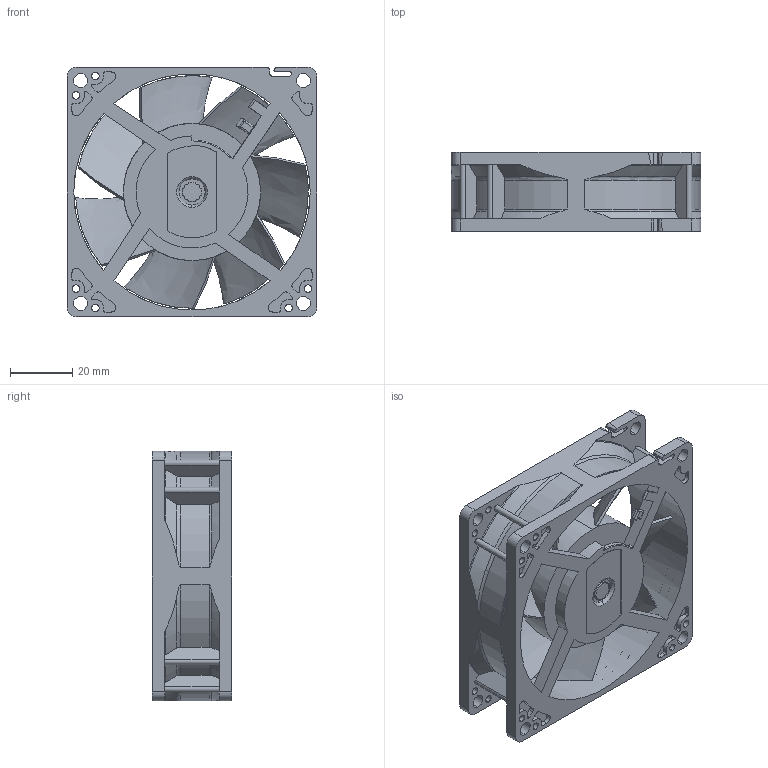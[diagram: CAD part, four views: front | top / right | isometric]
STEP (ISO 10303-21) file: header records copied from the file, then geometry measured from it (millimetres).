
FILE_DESCRIPTION((''),'2;1');
FILE_NAME('AUB0812H-E_ASM','2022-02-25T13:57:22',('CHENGXUAN.YU'),(''),'CREO PARAMETRIC BY PTC INC, 2018400','CREO PARAMETRIC BY PTC INC, 2018400','');
FILE_SCHEMA(('CONFIG_CONTROL_DESIGN'));
Length unit declared in the file: millimetre
Products named in the file (4): 410205920000-REV03_2; IMP_2; ASM0011_ASM_1_ASM; AUB0812H-E_ASM
Assembly tree (3 placements, depth 3):
  AUB0812H-E_ASM
    ASM0011_ASM_1_ASM
      410205920000-REV03_2
      IMP_2
Bounding box: 80 x 25.41 x 80 mm (x, y, z)
Volume: 63084.9 mm3; surface area: 41651.6 mm2
Topology: 2 solids, 7 shells, 479 faces, 1349 edges, 892 vertices
Faces by surface type: cylinder 178, plane 116, bspline 70, torus 54, cone 50, extrusion 11
Entity records: 20873 total; most frequent: CARTESIAN_POINT 8853, ORIENTED_EDGE 2698, DIRECTION 2275, EDGE_CURVE 1349, AXIS2_PLACEMENT_3D 917, VERTEX_POINT 892, EDGE_LOOP 537, CIRCLE 509
